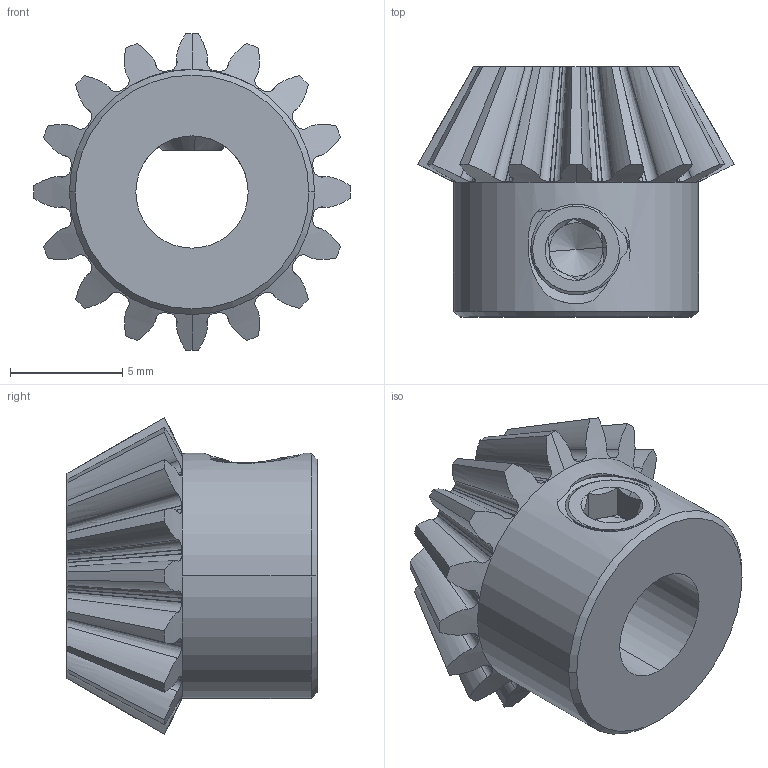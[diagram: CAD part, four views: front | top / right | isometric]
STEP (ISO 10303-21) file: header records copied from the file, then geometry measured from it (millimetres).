
FILE_DESCRIPTION (( 'STEP AP203' ), '1' );
FILE_NAME ('615438 assembly.STEP', '2016-10-04T20:34:02', ( '' ), ( '' ), 'SwSTEP 2.0', 'SolidWorks 2014', '' );
FILE_SCHEMA (( 'CONFIG_CONTROL_DESIGN' ));
Length unit declared in the file: inch
Products named in the file (3): 615438 assembly; 615438; 632134_91375A436
Assembly tree (2 placements, depth 2):
  615438 assembly
    615438
    632134_91375A436
Bounding box: 14.11 x 11.14 x 14.12 mm (x, y, z)
Volume: 769.8 mm3; surface area: 989.5 mm2
Topology: 2 solids, 2 shells, 218 faces, 618 edges, 401 vertices
Faces by surface type: bspline 92, plane 47, cylinder 43, cone 36
Entity records: 18063 total; most frequent: CARTESIAN_POINT 13077, ORIENTED_EDGE 1228, EDGE_CURVE 614, DIRECTION 614, VERTEX_POINT 401, B_SPLINE_CURVE_WITH_KNOTS 249, LINE 224, VECTOR 224
